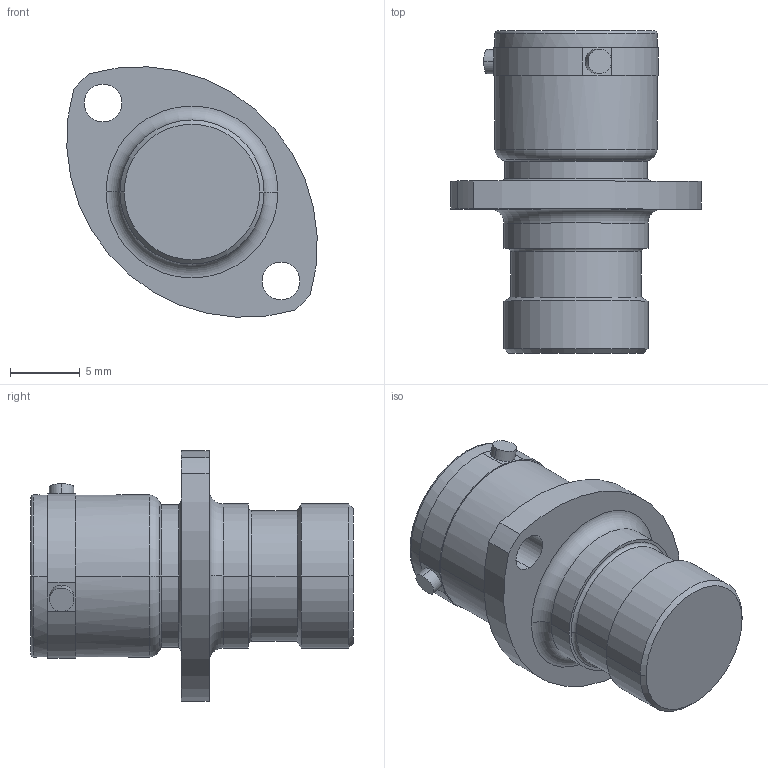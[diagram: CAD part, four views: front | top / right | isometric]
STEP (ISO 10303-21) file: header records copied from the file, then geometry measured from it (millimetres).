
FILE_DESCRIPTION((''),'2;1');
FILE_NAME('F1P1MEV-0621A00','2008-07-07T',('mbourdon'),('SOURIAU'),'PRO/ENGINEER BY PARAMETRIC TECHNOLOGY CORPORATION, 2005310','PRO/ENGINEER BY PARAMETRIC TECHNOLOGY CORPORATION, 2005310','');
FILE_SCHEMA(('CONFIG_CONTROL_DESIGN'));
Length unit declared in the file: millimetre
Products named in the file (1): F1P1MEV-0621A00
Bounding box: 17.91 x 23.05 x 17.91 mm (x, y, z)
Volume: 2381.1 mm3; surface area: 1520 mm2
Topology: 1 solids, 2 shells, 70 faces, 156 edges, 94 vertices
Faces by surface type: cylinder 33, plane 17, torus 16, cone 4
Entity records: 2012 total; most frequent: DIRECTION 400, CARTESIAN_POINT 320, ORIENTED_EDGE 312, AXIS2_PLACEMENT_3D 174, EDGE_CURVE 156, CIRCLE 104, VERTEX_POINT 94, EDGE_LOOP 80
